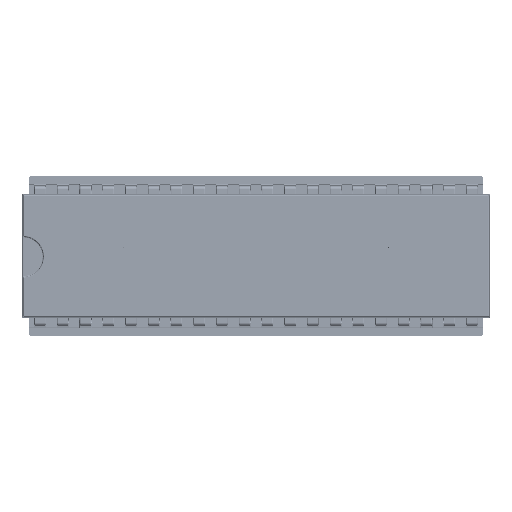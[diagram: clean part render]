
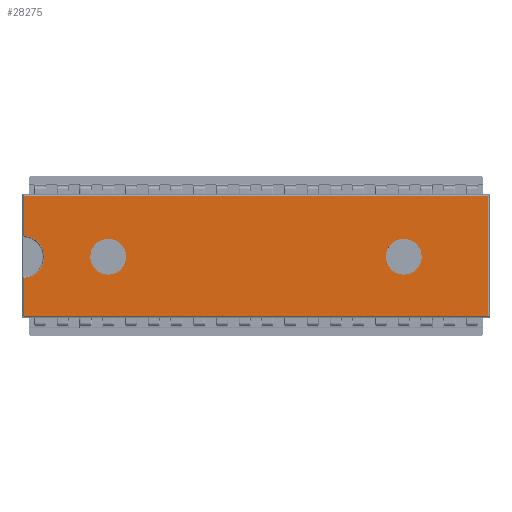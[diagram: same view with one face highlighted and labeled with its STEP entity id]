
A CAD part, top view. The second image highlights one B-rep face of the part: STEP entity #28275.
In plain terms, the highlighted planar face has unit normal (0, 0, 1).
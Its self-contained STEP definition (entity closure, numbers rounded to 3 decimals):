
#1102=FACE_BOUND('',#11101,.T.);
#1103=FACE_BOUND('',#11102,.T.);
#1950=PLANE('',#30345);
#5022=LINE('',#48687,#8181);
#5023=LINE('',#48691,#8182);
#5024=LINE('',#48693,#8183);
#5025=LINE('',#48695,#8184);
#5026=LINE('',#48696,#8185);
#8181=VECTOR('',#37352,10.);
#8182=VECTOR('',#37357,10.);
#8183=VECTOR('',#37358,10.);
#8184=VECTOR('',#37359,10.);
#8185=VECTOR('',#37360,10.);
#9612=FACE_OUTER_BOUND('',#11100,.T.);
#11100=EDGE_LOOP('',(#25672,#25673,#25674,#25675,#25676,#25677));
#11101=EDGE_LOOP('',(#25678));
#11102=EDGE_LOOP('',(#25679));
#11694=CIRCLE('',#30335,2.35);
#11699=CIRCLE('',#30346,2.);
#11700=CIRCLE('',#30347,2.);
#14490=VERTEX_POINT('',#48643);
#14491=VERTEX_POINT('',#48645);
#14497=VERTEX_POINT('',#48686);
#14498=VERTEX_POINT('',#48690);
#14499=VERTEX_POINT('',#48692);
#14500=VERTEX_POINT('',#48694);
#14501=VERTEX_POINT('',#48697);
#14502=VERTEX_POINT('',#48699);
#18418=EDGE_CURVE('',#14491,#14490,#11694,.T.);
#18428=EDGE_CURVE('',#14490,#14497,#5022,.T.);
#18430=EDGE_CURVE('',#14498,#14491,#5023,.T.);
#18431=EDGE_CURVE('',#14499,#14498,#5024,.T.);
#18432=EDGE_CURVE('',#14500,#14499,#5025,.T.);
#18433=EDGE_CURVE('',#14497,#14500,#5026,.T.);
#18434=EDGE_CURVE('',#14501,#14501,#11699,.T.);
#18435=EDGE_CURVE('',#14502,#14502,#11700,.T.);
#25672=ORIENTED_EDGE('',*,*,#18418,.F.);
#25673=ORIENTED_EDGE('',*,*,#18430,.F.);
#25674=ORIENTED_EDGE('',*,*,#18431,.F.);
#25675=ORIENTED_EDGE('',*,*,#18432,.F.);
#25676=ORIENTED_EDGE('',*,*,#18433,.F.);
#25677=ORIENTED_EDGE('',*,*,#18428,.F.);
#25678=ORIENTED_EDGE('',*,*,#18434,.T.);
#25679=ORIENTED_EDGE('',*,*,#18435,.T.);
#28275=ADVANCED_FACE('',(#9612,#1102,#1103),#1950,.T.);
#30335=AXIS2_PLACEMENT_3D('',#48647,#37329,#37330);
#30345=AXIS2_PLACEMENT_3D('',#48689,#37355,#37356);
#30346=AXIS2_PLACEMENT_3D('',#48698,#37361,#37362);
#30347=AXIS2_PLACEMENT_3D('',#48700,#37363,#37364);
#37329=DIRECTION('center_axis',(0.,0.,1.));
#37330=DIRECTION('ref_axis',(1.,0.,0.));
#37352=DIRECTION('',(0.,1.,0.));
#37355=DIRECTION('center_axis',(0.,0.,1.));
#37356=DIRECTION('ref_axis',(1.,0.,0.));
#37357=DIRECTION('',(0.,1.,0.));
#37358=DIRECTION('',(-1.,0.,0.));
#37359=DIRECTION('',(0.,-1.,0.));
#37360=DIRECTION('',(1.,0.,0.));
#37361=DIRECTION('center_axis',(0.,0.,-1.));
#37362=DIRECTION('ref_axis',(-1.,0.,0.));
#37363=DIRECTION('center_axis',(0.,0.,-1.));
#37364=DIRECTION('ref_axis',(-1.,0.,0.));
#48643=CARTESIAN_POINT('',(-0.772,10.158,3.85));
#48645=CARTESIAN_POINT('',(-0.772,5.462,3.85));
#48647=CARTESIAN_POINT('Origin',(-0.865,7.81,3.85));
#48686=CARTESIAN_POINT('',(-0.772,14.572,3.85));
#48687=CARTESIAN_POINT('',(-0.772,9.625,3.85));
#48689=CARTESIAN_POINT('Origin',(25.15,7.9,3.85));
#48690=CARTESIAN_POINT('',(-0.772,1.228,3.85));
#48691=CARTESIAN_POINT('',(-0.772,9.625,3.85));
#48692=CARTESIAN_POINT('',(51.072,1.228,3.85));
#48693=CARTESIAN_POINT('',(18.613,1.228,3.85));
#48694=CARTESIAN_POINT('',(51.072,14.572,3.85));
#48695=CARTESIAN_POINT('',(51.072,6.175,3.85));
#48696=CARTESIAN_POINT('',(31.688,14.572,3.85));
#48697=CARTESIAN_POINT('',(43.665,7.811,3.85));
#48698=CARTESIAN_POINT('Origin',(41.665,7.811,3.85));
#48699=CARTESIAN_POINT('',(10.635,7.811,3.85));
#48700=CARTESIAN_POINT('Origin',(8.635,7.811,3.85));
